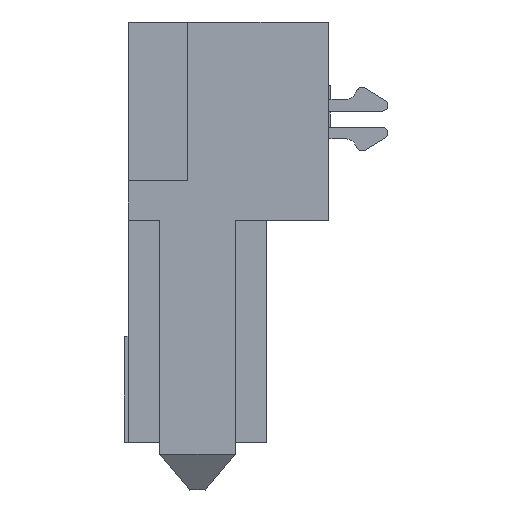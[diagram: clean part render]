
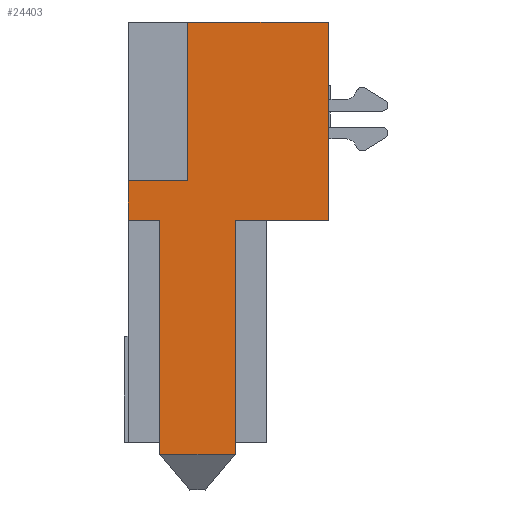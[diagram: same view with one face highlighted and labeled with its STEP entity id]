
A CAD part, left-side view. The second image highlights one B-rep face of the part: STEP entity #24403.
In plain terms, the highlighted planar face has unit normal (-1, 0, 0).
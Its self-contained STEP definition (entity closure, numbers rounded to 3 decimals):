
#983=DIRECTION('',(0.,0.,-1.));
#984=VECTOR('',#983,5.);
#985=CARTESIAN_POINT('',(-12.7,-3.3,10.6));
#986=LINE('',#985,#984);
#987=DIRECTION('',(0.,1.,0.));
#988=VECTOR('',#987,2.35);
#989=CARTESIAN_POINT('',(-12.7,-3.3,5.6));
#990=LINE('',#989,#988);
#991=DIRECTION('',(0.,0.,1.));
#992=VECTOR('',#991,1.);
#993=CARTESIAN_POINT('',(-12.7,1.75,5.6));
#994=LINE('',#993,#992);
#995=DIRECTION('',(0.,-1.,0.));
#996=VECTOR('',#995,3.55);
#997=CARTESIAN_POINT('',(-12.7,0.25,10.6));
#998=LINE('',#997,#996);
#1011=DIRECTION('',(0.,0.,1.));
#1012=VECTOR('',#1011,5.9);
#1013=CARTESIAN_POINT('',(-12.7,-0.95,-0.3));
#1014=LINE('',#1013,#1012);
#1993=DIRECTION('',(0.,0.,-1.));
#1994=VECTOR('',#1993,4.);
#1995=CARTESIAN_POINT('',(-12.7,0.25,10.6));
#1996=LINE('',#1995,#1994);
#2009=DIRECTION('',(0.,1.,0.));
#2010=VECTOR('',#2009,1.5);
#2011=CARTESIAN_POINT('',(-12.7,0.25,6.6));
#2012=LINE('',#2011,#2010);
#17143=DIRECTION('',(0.,0.,-1.));
#17144=VECTOR('',#17143,5.9);
#17145=CARTESIAN_POINT('',(-12.7,0.95,5.6));
#17146=LINE('',#17145,#17144);
#17159=DIRECTION('',(0.,-1.,0.));
#17160=VECTOR('',#17159,1.9);
#17161=CARTESIAN_POINT('',(-12.7,0.95,-0.3));
#17162=LINE('',#17161,#17160);
#17215=DIRECTION('',(0.,-1.,0.));
#17216=VECTOR('',#17215,0.8);
#17217=CARTESIAN_POINT('',(-12.7,1.75,5.6));
#17218=LINE('',#17217,#17216);
#17607=CARTESIAN_POINT('',(-12.7,1.75,6.6));
#17608=VERTEX_POINT('',#17607);
#17609=CARTESIAN_POINT('',(-12.7,1.75,5.6));
#17610=VERTEX_POINT('',#17609);
#18245=CARTESIAN_POINT('',(-12.7,-3.3,5.6));
#18246=CARTESIAN_POINT('',(-12.7,-0.95,5.6));
#18247=VERTEX_POINT('',#18245);
#18248=VERTEX_POINT('',#18246);
#18275=CARTESIAN_POINT('',(-12.7,-3.3,10.6));
#18276=VERTEX_POINT('',#18275);
#18277=CARTESIAN_POINT('',(-12.7,0.25,10.6));
#18278=VERTEX_POINT('',#18277);
#18283=CARTESIAN_POINT('',(-12.7,0.25,6.6));
#18284=VERTEX_POINT('',#18283);
#18291=CARTESIAN_POINT('',(-12.7,-0.95,-0.3));
#18292=VERTEX_POINT('',#18291);
#21908=CARTESIAN_POINT('',(-12.7,0.95,-0.3));
#21910=VERTEX_POINT('',#21908);
#21913=CARTESIAN_POINT('',(-12.7,0.95,5.6));
#21914=VERTEX_POINT('',#21913);
#24379=CARTESIAN_POINT('',(-12.7,-0.775,5.15));
#24380=DIRECTION('',(1.,0.,0.));
#24381=DIRECTION('',(0.,-1.,0.));
#24382=AXIS2_PLACEMENT_3D('',#24379,#24380,#24381);
#24383=PLANE('',#24382);
#24384=ORIENTED_EDGE('',*,*,#24372,.T.);
#24385=ORIENTED_EDGE('',*,*,#24311,.T.);
#24387=ORIENTED_EDGE('',*,*,#24386,.F.);
#24389=ORIENTED_EDGE('',*,*,#24388,.F.);
#24391=ORIENTED_EDGE('',*,*,#24390,.F.);
#24393=ORIENTED_EDGE('',*,*,#24392,.F.);
#24394=ORIENTED_EDGE('',*,*,#22598,.T.);
#24396=ORIENTED_EDGE('',*,*,#24395,.F.);
#24398=ORIENTED_EDGE('',*,*,#24397,.F.);
#24400=ORIENTED_EDGE('',*,*,#24399,.T.);
#24401=EDGE_LOOP('',(#24384,#24385,#24387,#24389,#24391,#24393,#24394,#24396,
#24398,#24400));
#24402=FACE_OUTER_BOUND('',#24401,.F.);
#22598=EDGE_CURVE('',#17610,#17608,#994,.T.);
#24311=EDGE_CURVE('',#18247,#18248,#990,.T.);
#24372=EDGE_CURVE('',#18276,#18247,#986,.T.);
#24386=EDGE_CURVE('',#18292,#18248,#1014,.T.);
#24388=EDGE_CURVE('',#21910,#18292,#17162,.T.);
#24390=EDGE_CURVE('',#21914,#21910,#17146,.T.);
#24392=EDGE_CURVE('',#17610,#21914,#17218,.T.);
#24395=EDGE_CURVE('',#18284,#17608,#2012,.T.);
#24397=EDGE_CURVE('',#18278,#18284,#1996,.T.);
#24399=EDGE_CURVE('',#18278,#18276,#998,.T.);
#24403=ADVANCED_FACE('',(#24402),#24383,.F.);
